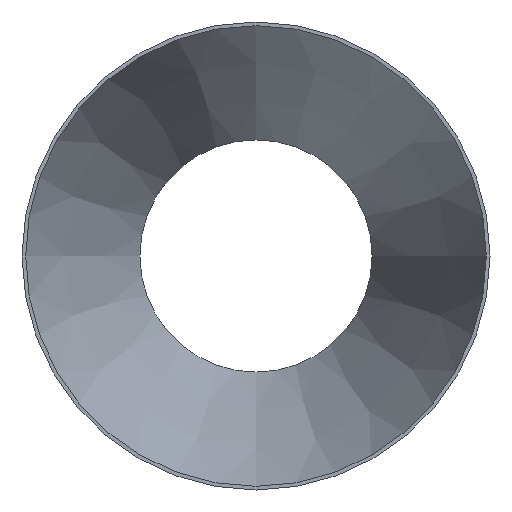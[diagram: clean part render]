
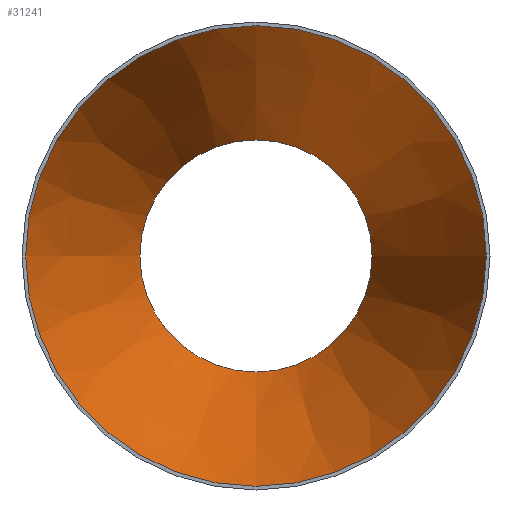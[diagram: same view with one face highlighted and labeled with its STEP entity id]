
A CAD part, front view. The second image highlights one B-rep face of the part: STEP entity #31241.
In plain terms, the highlighted conical face has half-angle 20.528 degrees and reference radius 134.364 mm.
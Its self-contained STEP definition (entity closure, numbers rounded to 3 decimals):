
#1311 = AXIS2_PLACEMENT_3D ( 'NONE', #11072, #5214, #7902 ) ;
#3646 = CIRCLE ( 'NONE', #22818, 67.714 ) ;
#3720 = ORIENTED_EDGE ( 'NONE', *, *, #24884, .F. ) ;
#5214 = DIRECTION ( 'NONE',  ( 0., -1., 0. ) ) ;
#5834 = VERTEX_POINT ( 'NONE', #14007 ) ;
#6196 = DIRECTION ( 'NONE',  ( 0., -1., 0. ) ) ;
#7902 = DIRECTION ( 'NONE',  ( 0., 0., -1. ) ) ;
#10333 = EDGE_LOOP ( 'NONE', ( #3720 ) ) ;
#11072 = CARTESIAN_POINT ( 'NONE',  ( 0., 0., 0. ) ) ;
#12835 = EDGE_LOOP ( 'NONE', ( #23367 ) ) ;
#14007 = CARTESIAN_POINT ( 'NONE',  ( 0., 0., -134.364 ) ) ;
#15730 = CONICAL_SURFACE ( 'NONE', #1311, 134.364, 0.358 ) ;
#16422 = AXIS2_PLACEMENT_3D ( 'NONE', #24569, #6196, #26588 ) ;
#18873 = CARTESIAN_POINT ( 'NONE',  ( 0., 178., -67.714 ) ) ;
#18888 = DIRECTION ( 'NONE',  ( 0., -1., 0. ) ) ;
#21494 = EDGE_CURVE ( 'NONE', #5834, #5834, #28660, .T. ) ;
#22818 = AXIS2_PLACEMENT_3D ( 'NONE', #27509, #18888, #29080 ) ;
#23367 = ORIENTED_EDGE ( 'NONE', *, *, #21494, .T. ) ;
#24569 = CARTESIAN_POINT ( 'NONE',  ( 0., 0., 0. ) ) ;
#24884 = EDGE_CURVE ( 'NONE', #31576, #31576, #3646, .T. ) ;
#25942 = FACE_OUTER_BOUND ( 'NONE', #12835, .T. ) ;
#26123 = FACE_BOUND ( 'NONE', #10333, .T. ) ;
#26588 = DIRECTION ( 'NONE',  ( 0., 0., -1. ) ) ;
#27509 = CARTESIAN_POINT ( 'NONE',  ( 0., 178., 0. ) ) ;
#28660 = CIRCLE ( 'NONE', #16422, 134.364 ) ;
#29080 = DIRECTION ( 'NONE',  ( 0., 0., -1. ) ) ;
#31241 = ADVANCED_FACE ( 'NONE', ( #26123, #25942 ), #15730, .F. ) ;
#31576 = VERTEX_POINT ( 'NONE', #18873 ) ;
